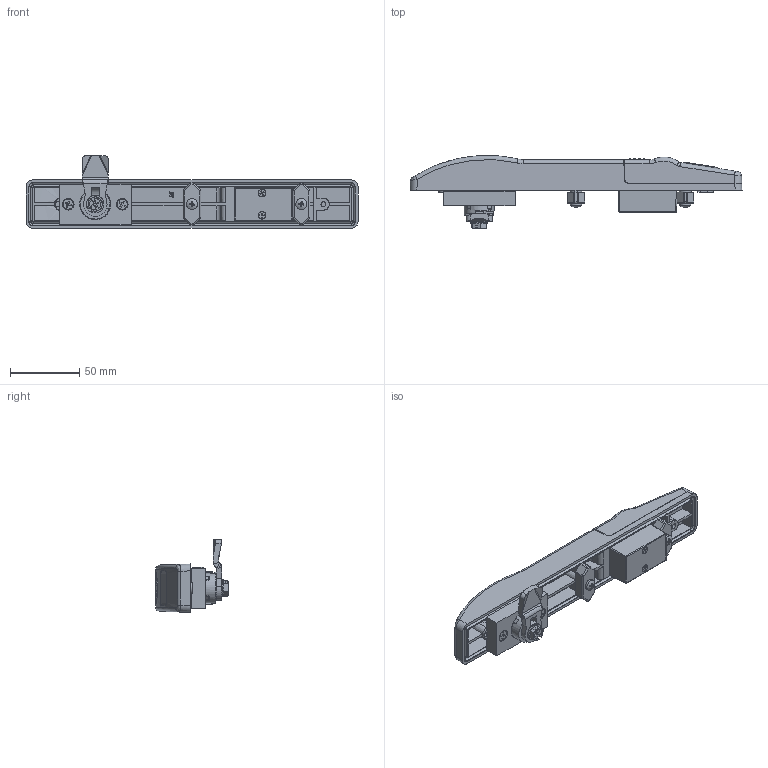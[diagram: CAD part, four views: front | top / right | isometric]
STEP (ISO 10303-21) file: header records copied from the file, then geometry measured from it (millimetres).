
FILE_DESCRIPTION(('STEP AP203'),'1');
FILE_NAME('106.12.20.01.11.step','2017-07-21T07:57:34',(' '),(' '),'Spatial InterOp 3D',' ',' ');
FILE_SCHEMA(('CONFIG_CONTROL_DESIGN'));
Length unit declared in the file: millimetre
Products named in the file (26): 1; 2; 3; 4; 5; 6; 7; 8; 9; 10; 11; 12; 13; 14; 15; 16; 17; 18; 19; 20; 21; 22; 23; 24; 25; 26
Bounding box: 240 x 52.7 x 52.6 mm (x, y, z)
Volume: 144302.7 mm3; surface area: 99119.2 mm2
Topology: 18 solids, 44 shells, 1671 faces, 5148 edges, 3499 vertices
Faces by surface type: plane 826, cylinder 479, bspline 140, sphere 91, cone 71, torus 50, extrusion 14
Full cylindrical faces by diameter (mm): 2.5 x2, 2.75 x16, 3 x15, 3.2 x2, 3.3 x1, 3.5 x6, 4 x1, 4.2 x4, 4.5 x2, 5 x2, 5.2 x2, 5.5 x2, 6 x2, 7.2 x1, 8 x2, 8.5 x2, 9.5 x4, 9.8 x1, 10 x1, 10.2 x1, 12.2 x1, 12.4 x1, 12.5 x1, 15.8 x2, 16 x2, 16.2 x1, 21 x1, 21.5 x1, 22.5 x1, 24 x1
Entity records: 78679 total; most frequent: CARTESIAN_POINT 35070, ORIENTED_EDGE 9220, DIRECTION 8105, EDGE_CURVE 4875, VERTEX_POINT 3411, AXIS2_PLACEMENT_3D 2947, VECTOR 2211, LINE 2197
